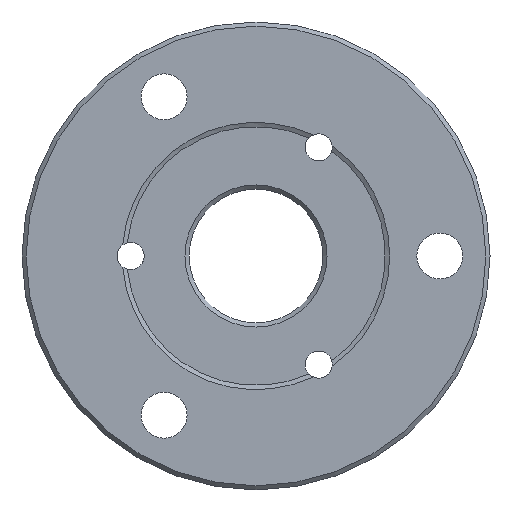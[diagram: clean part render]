
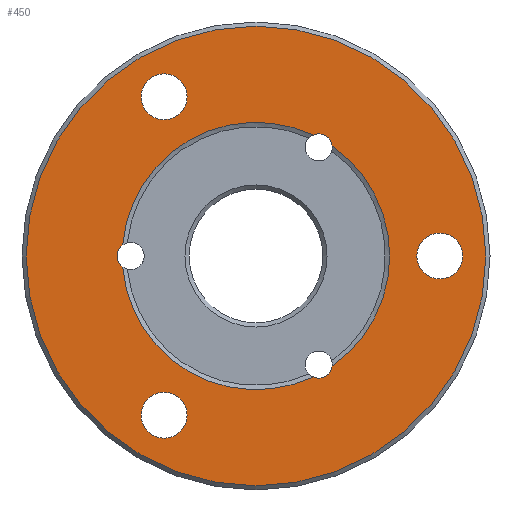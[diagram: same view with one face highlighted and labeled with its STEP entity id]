
A CAD part, left-side view. The second image highlights one B-rep face of the part: STEP entity #450.
In plain terms, the highlighted planar face has unit normal (-1, 0, 0).
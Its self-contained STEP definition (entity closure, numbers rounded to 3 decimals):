
#24=PLANE('',#499);
#49=FACE_BOUND('',#128,.T.);
#50=FACE_BOUND('',#129,.T.);
#51=FACE_BOUND('',#130,.T.);
#52=FACE_BOUND('',#131,.T.);
#53=FACE_BOUND('',#132,.T.);
#128=EDGE_LOOP('',(#348,#349,#350,#351,#352,#353));
#129=EDGE_LOOP('',(#354));
#130=EDGE_LOOP('',(#355));
#131=EDGE_LOOP('',(#356));
#132=EDGE_LOOP('',(#357));
#201=CIRCLE('',#495,27.5);
#204=CIRCLE('',#500,1.621);
#205=CIRCLE('',#501,16.);
#206=CIRCLE('',#502,1.621);
#207=CIRCLE('',#503,16.);
#208=CIRCLE('',#504,1.621);
#209=CIRCLE('',#505,16.);
#210=CIRCLE('',#506,2.75);
#211=CIRCLE('',#507,2.75);
#212=CIRCLE('',#508,2.75);
#246=VERTEX_POINT('',#744);
#249=VERTEX_POINT('',#752);
#250=VERTEX_POINT('',#753);
#251=VERTEX_POINT('',#755);
#252=VERTEX_POINT('',#757);
#253=VERTEX_POINT('',#759);
#254=VERTEX_POINT('',#761);
#255=VERTEX_POINT('',#764);
#256=VERTEX_POINT('',#766);
#257=VERTEX_POINT('',#768);
#291=EDGE_CURVE('',#246,#246,#201,.T.);
#294=EDGE_CURVE('',#249,#250,#204,.T.);
#295=EDGE_CURVE('',#250,#251,#205,.T.);
#296=EDGE_CURVE('',#251,#252,#206,.T.);
#297=EDGE_CURVE('',#252,#253,#207,.T.);
#298=EDGE_CURVE('',#253,#254,#208,.T.);
#299=EDGE_CURVE('',#254,#249,#209,.T.);
#300=EDGE_CURVE('',#255,#255,#210,.T.);
#301=EDGE_CURVE('',#256,#256,#211,.T.);
#302=EDGE_CURVE('',#257,#257,#212,.T.);
#348=ORIENTED_EDGE('',*,*,#294,.T.);
#349=ORIENTED_EDGE('',*,*,#295,.T.);
#350=ORIENTED_EDGE('',*,*,#296,.T.);
#351=ORIENTED_EDGE('',*,*,#297,.T.);
#352=ORIENTED_EDGE('',*,*,#298,.T.);
#353=ORIENTED_EDGE('',*,*,#299,.T.);
#354=ORIENTED_EDGE('',*,*,#300,.T.);
#355=ORIENTED_EDGE('',*,*,#301,.T.);
#356=ORIENTED_EDGE('',*,*,#302,.T.);
#357=ORIENTED_EDGE('',*,*,#291,.F.);
#450=ADVANCED_FACE('',(#49,#50,#51,#52,#53),#24,.T.);
#495=AXIS2_PLACEMENT_3D('',#745,#589,#590);
#499=AXIS2_PLACEMENT_3D('',#751,#597,#598);
#500=AXIS2_PLACEMENT_3D('',#754,#599,#600);
#501=AXIS2_PLACEMENT_3D('',#756,#601,#602);
#502=AXIS2_PLACEMENT_3D('',#758,#603,#604);
#503=AXIS2_PLACEMENT_3D('',#760,#605,#606);
#504=AXIS2_PLACEMENT_3D('',#762,#607,#608);
#505=AXIS2_PLACEMENT_3D('',#763,#609,#610);
#506=AXIS2_PLACEMENT_3D('',#765,#611,#612);
#507=AXIS2_PLACEMENT_3D('',#767,#613,#614);
#508=AXIS2_PLACEMENT_3D('',#769,#615,#616);
#589=DIRECTION('center_axis',(1.,0.,0.));
#590=DIRECTION('ref_axis',(0.,-1.,0.));
#597=DIRECTION('center_axis',(-1.,0.,0.));
#598=DIRECTION('ref_axis',(0.,0.,1.));
#599=DIRECTION('center_axis',(1.,0.,0.));
#600=DIRECTION('ref_axis',(0.,-0.866,0.5));
#601=DIRECTION('center_axis',(1.,0.,0.));
#602=DIRECTION('ref_axis',(0.,0.,-1.));
#603=DIRECTION('center_axis',(1.,0.,0.));
#604=DIRECTION('ref_axis',(0.,0.,-1.));
#605=DIRECTION('center_axis',(1.,0.,0.));
#606=DIRECTION('ref_axis',(0.,0.,-1.));
#607=DIRECTION('center_axis',(1.,0.,0.));
#608=DIRECTION('ref_axis',(0.,0.866,0.5));
#609=DIRECTION('center_axis',(1.,0.,0.));
#610=DIRECTION('ref_axis',(0.,0.,-1.));
#611=DIRECTION('center_axis',(1.,0.,0.));
#612=DIRECTION('ref_axis',(0.,0.,-1.));
#613=DIRECTION('center_axis',(1.,0.,0.));
#614=DIRECTION('ref_axis',(0.,0.866,0.5));
#615=DIRECTION('center_axis',(1.,0.,0.));
#616=DIRECTION('ref_axis',(0.,-0.866,0.5));
#744=CARTESIAN_POINT('',(-13.137,24.119,0.));
#745=CARTESIAN_POINT('Origin',(-13.137,-3.381,0.));
#751=CARTESIAN_POINT('Origin',(-13.137,24.619,0.));
#752=CARTESIAN_POINT('',(-13.137,-12.494,-13.151));
#753=CARTESIAN_POINT('',(-13.137,-10.214,-14.468));
#754=CARTESIAN_POINT('Origin',(-13.137,-10.881,-12.99));
#755=CARTESIAN_POINT('',(-13.137,12.565,-1.317));
#756=CARTESIAN_POINT('Origin',(-13.137,-3.381,0.));
#757=CARTESIAN_POINT('',(-13.137,12.565,1.317));
#758=CARTESIAN_POINT('Origin',(-13.137,11.619,0.));
#759=CARTESIAN_POINT('',(-13.137,-10.214,14.468));
#760=CARTESIAN_POINT('Origin',(-13.137,-3.381,0.));
#761=CARTESIAN_POINT('',(-13.137,-12.494,13.151));
#762=CARTESIAN_POINT('Origin',(-13.137,-10.881,12.99));
#763=CARTESIAN_POINT('Origin',(-13.137,-3.381,0.));
#764=CARTESIAN_POINT('',(-13.137,-25.381,2.75));
#765=CARTESIAN_POINT('Origin',(-13.137,-25.381,0.));
#766=CARTESIAN_POINT('',(-13.137,5.237,-20.428));
#767=CARTESIAN_POINT('Origin',(-13.137,7.619,-19.053));
#768=CARTESIAN_POINT('',(-13.137,10.,17.678));
#769=CARTESIAN_POINT('Origin',(-13.137,7.619,19.053));
